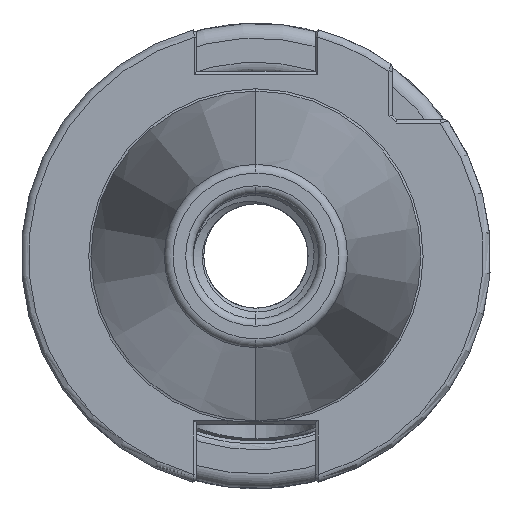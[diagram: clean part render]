
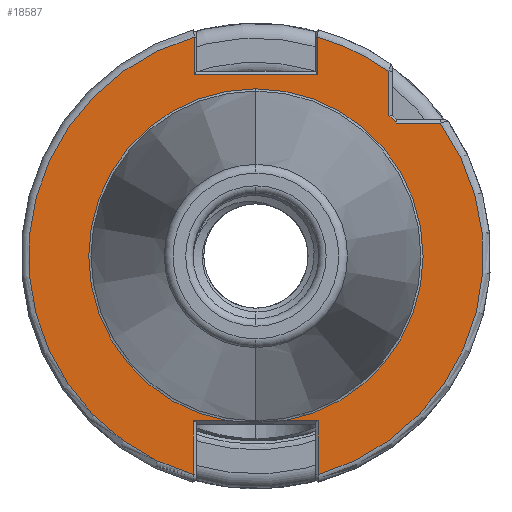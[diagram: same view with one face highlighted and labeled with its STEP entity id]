
A CAD part, left-side view. The second image highlights one B-rep face of the part: STEP entity #18587.
In plain terms, the highlighted planar face has unit normal (-1, 0, 0).
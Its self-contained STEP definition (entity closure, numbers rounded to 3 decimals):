
#5938 = CIRCLE ( 'NONE', #20143, 22.627 ) ;
#8106 = PLANE ( 'NONE',  #23472 ) ;
#8112 = DIRECTION ( 'NONE',  ( 0., 0., -1. ) ) ;
#8114 = CARTESIAN_POINT ( 'NONE',  ( 0., 22.692, 0. ) ) ;
#8116 = DIRECTION ( 'NONE',  ( 1., 0., 0. ) ) ;
#9184 = FACE_OUTER_BOUND ( 'NONE', #21247, .T. ) ;
#9341 = CIRCLE ( 'NONE', #13370, 30.775 ) ;
#9343 = CIRCLE ( 'NONE', #13335, 22.627 ) ;
#9352 = LINE ( 'NONE', #19275, #9364 ) ;
#9364 = VECTOR ( 'NONE', #19315, 1000. ) ;
#9367 = LINE ( 'NONE', #19106, #9444 ) ;
#9370 = LINE ( 'NONE', #19279, #9400 ) ;
#9381 = LINE ( 'NONE', #19094, #9414 ) ;
#9382 = LINE ( 'NONE', #19115, #9408 ) ;
#9384 = CIRCLE ( 'NONE', #13369, 30.775 ) ;
#9387 = VECTOR ( 'NONE', #19255, 1000. ) ;
#9395 = CIRCLE ( 'NONE', #13353, 30.775 ) ;
#9400 = VECTOR ( 'NONE', #19292, 1000. ) ;
#9408 = VECTOR ( 'NONE', #19091, 1000. ) ;
#9414 = VECTOR ( 'NONE', #19083, 1000. ) ;
#9418 = LINE ( 'NONE', #19241, #9387 ) ;
#9444 = VECTOR ( 'NONE', #19107, 1000. ) ;
#9458 = LINE ( 'NONE', #19295, #9529 ) ;
#9461 = VECTOR ( 'NONE', #19314, 1000. ) ;
#9468 = LINE ( 'NONE', #19303, #9502 ) ;
#9485 = LINE ( 'NONE', #19299, #9461 ) ;
#9502 = VECTOR ( 'NONE', #19345, 1000. ) ;
#9526 = VECTOR ( 'NONE', #19304, 1000. ) ;
#9529 = VECTOR ( 'NONE', #19296, 1000. ) ;
#9537 = LINE ( 'NONE', #19287, #9526 ) ;
#10317 = VERTEX_POINT ( 'NONE', #11390 ) ;
#11390 = CARTESIAN_POINT ( 'NONE',  ( 0., 0., 22.627 ) ) ;
#13335 = AXIS2_PLACEMENT_3D ( 'NONE', #19114, #19096, #19079 ) ;
#13353 = AXIS2_PLACEMENT_3D ( 'NONE', #19283, #19289, #19277 ) ;
#13369 = AXIS2_PLACEMENT_3D ( 'NONE', #19177, #19194, #19214 ) ;
#13370 = AXIS2_PLACEMENT_3D ( 'NONE', #19086, #19087, #19089 ) ;
#14330 = EDGE_CURVE ( 'NONE', #10317, #21074, #5938, .T. ) ;
#17720 = ORIENTED_EDGE ( 'NONE', *, *, #14330, .T. ) ;
#17740 = ORIENTED_EDGE ( 'NONE', *, *, #20237, .T. ) ;
#17758 = ORIENTED_EDGE ( 'NONE', *, *, #20264, .T. ) ;
#17840 = ORIENTED_EDGE ( 'NONE', *, *, #20242, .T. ) ;
#18587 = ADVANCED_FACE ( 'NONE', ( #9184 ), #8106, .F. ) ;
#19079 = DIRECTION ( 'NONE',  ( 0., 0., -1. ) ) ;
#19083 = DIRECTION ( 'NONE',  ( 0., 0., 1. ) ) ;
#19086 = CARTESIAN_POINT ( 'NONE',  ( 0., 0., 0. ) ) ;
#19087 = DIRECTION ( 'NONE',  ( -1., 0., 0. ) ) ;
#19089 = DIRECTION ( 'NONE',  ( 0., 0., -1. ) ) ;
#19091 = DIRECTION ( 'NONE',  ( 0., 0., -1. ) ) ;
#19094 = CARTESIAN_POINT ( 'NONE',  ( 0., -18., 24.594 ) ) ;
#19096 = DIRECTION ( 'NONE',  ( 1., 0., 0. ) ) ;
#19106 = CARTESIAN_POINT ( 'NONE',  ( 0., 22.692, -22.3 ) ) ;
#19107 = DIRECTION ( 'NONE',  ( 0., -1., 0. ) ) ;
#19114 = CARTESIAN_POINT ( 'NONE',  ( 0., 0., 0. ) ) ;
#19115 = CARTESIAN_POINT ( 'NONE',  ( 0., -8.335, 25. ) ) ;
#19177 = CARTESIAN_POINT ( 'NONE',  ( 0., 0., 0. ) ) ;
#19194 = DIRECTION ( 'NONE',  ( -1., 0., 0. ) ) ;
#19214 = DIRECTION ( 'NONE',  ( 0., 0., -1. ) ) ;
#19241 = CARTESIAN_POINT ( 'NONE',  ( 0., -8.451, 0. ) ) ;
#19255 = DIRECTION ( 'NONE',  ( 0., 0., -1. ) ) ;
#19275 = CARTESIAN_POINT ( 'NONE',  ( 0., 8.451, 0. ) ) ;
#19277 = DIRECTION ( 'NONE',  ( 0., 0., -1. ) ) ;
#19279 = CARTESIAN_POINT ( 'NONE',  ( 0., 22.692, -22.3 ) ) ;
#19283 = CARTESIAN_POINT ( 'NONE',  ( 0., 0., 0. ) ) ;
#19287 = CARTESIAN_POINT ( 'NONE',  ( 0., -19., 18. ) ) ;
#19289 = DIRECTION ( 'NONE',  ( -1., 0., 0. ) ) ;
#19292 = DIRECTION ( 'NONE',  ( 0., -1., 0. ) ) ;
#19295 = CARTESIAN_POINT ( 'NONE',  ( 0., 8.05, 24.5 ) ) ;
#19296 = DIRECTION ( 'NONE',  ( 0., 1., 0. ) ) ;
#19299 = CARTESIAN_POINT ( 'NONE',  ( 0., -18.5, 18. ) ) ;
#19303 = CARTESIAN_POINT ( 'NONE',  ( 0., 8.335, 29.704 ) ) ;
#19304 = DIRECTION ( 'NONE',  ( 0., -0.707, -0.707 ) ) ;
#19314 = DIRECTION ( 'NONE',  ( 0., 1., 0. ) ) ;
#19315 = DIRECTION ( 'NONE',  ( 0., 0., 1. ) ) ;
#19345 = DIRECTION ( 'NONE',  ( 0., 0., 1. ) ) ;
#19352 = CARTESIAN_POINT ( 'NONE',  ( 0., -8.451, -22.3 ) ) ;
#19382 = CARTESIAN_POINT ( 'NONE',  ( 0., -3.833, -22.3 ) ) ;
#19409 = CARTESIAN_POINT ( 'NONE',  ( 0., -19., 18. ) ) ;
#19436 = CARTESIAN_POINT ( 'NONE',  ( 0., -8.451, -29.592 ) ) ;
#19445 = CARTESIAN_POINT ( 'NONE',  ( 0., 8.335, 29.625 ) ) ;
#19450 = CARTESIAN_POINT ( 'NONE',  ( 0., 3.833, -22.3 ) ) ;
#19455 = CARTESIAN_POINT ( 'NONE',  ( 0., -18., 19. ) ) ;
#19458 = CARTESIAN_POINT ( 'NONE',  ( 0., 8.335, 24.5 ) ) ;
#19479 = CARTESIAN_POINT ( 'NONE',  ( 0., -18., 24.962 ) ) ;
#19481 = CARTESIAN_POINT ( 'NONE',  ( 0., -8.335, 29.625 ) ) ;
#19486 = CARTESIAN_POINT ( 'NONE',  ( 0., -8.335, 24.5 ) ) ;
#19487 = CARTESIAN_POINT ( 'NONE',  ( 0., -24.962, 18. ) ) ;
#19497 = CARTESIAN_POINT ( 'NONE',  ( 0., 8.451, -29.592 ) ) ;
#19526 = CARTESIAN_POINT ( 'NONE',  ( 0., 8.451, -22.3 ) ) ;
#19904 = ORIENTED_EDGE ( 'NONE', *, *, #20236, .T. ) ;
#19909 = ORIENTED_EDGE ( 'NONE', *, *, #20301, .T. ) ;
#19960 = ORIENTED_EDGE ( 'NONE', *, *, #20239, .T. ) ;
#19970 = ORIENTED_EDGE ( 'NONE', *, *, #20292, .F. ) ;
#19999 = ORIENTED_EDGE ( 'NONE', *, *, #20256, .T. ) ;
#20010 = ORIENTED_EDGE ( 'NONE', *, *, #20282, .T. ) ;
#20019 = ORIENTED_EDGE ( 'NONE', *, *, #20275, .T. ) ;
#20042 = ORIENTED_EDGE ( 'NONE', *, *, #20272, .T. ) ;
#20076 = ORIENTED_EDGE ( 'NONE', *, *, #20232, .T. ) ;
#20085 = ORIENTED_EDGE ( 'NONE', *, *, #20297, .T. ) ;
#20098 = ORIENTED_EDGE ( 'NONE', *, *, #20278, .T. ) ;
#20143 = AXIS2_PLACEMENT_3D ( 'NONE', #21010, #21011, #21000 ) ;
#20232 = EDGE_CURVE ( 'NONE', #21126, #21093, #9381, .T. ) ;
#20236 = EDGE_CURVE ( 'NONE', #21099, #21148, #9382, .T. ) ;
#20237 = EDGE_CURVE ( 'NONE', #21087, #10317, #9343, .T. ) ;
#20239 = EDGE_CURVE ( 'NONE', #21093, #21099, #9341, .T. ) ;
#20242 = EDGE_CURVE ( 'NONE', #21163, #21087, #9367, .T. ) ;
#20256 = EDGE_CURVE ( 'NONE', #21134, #21150, #9384, .T. ) ;
#20264 = EDGE_CURVE ( 'NONE', #21113, #21134, #9418, .T. ) ;
#20272 = EDGE_CURVE ( 'NONE', #21074, #21113, #9370, .T. ) ;
#20275 = EDGE_CURVE ( 'NONE', #21153, #21163, #9352, .T. ) ;
#20278 = EDGE_CURVE ( 'NONE', #21090, #21153, #9395, .T. ) ;
#20282 = EDGE_CURVE ( 'NONE', #21150, #21089, #9485, .T. ) ;
#20292 = EDGE_CURVE ( 'NONE', #21126, #21089, #9537, .T. ) ;
#20297 = EDGE_CURVE ( 'NONE', #21121, #21090, #9468, .T. ) ;
#20301 = EDGE_CURVE ( 'NONE', #21148, #21121, #9458, .T. ) ;
#21000 = DIRECTION ( 'NONE',  ( 0., 0., -1. ) ) ;
#21010 = CARTESIAN_POINT ( 'NONE',  ( 0., 0., 0. ) ) ;
#21011 = DIRECTION ( 'NONE',  ( 1., 0., 0. ) ) ;
#21074 = VERTEX_POINT ( 'NONE', #19382 ) ;
#21087 = VERTEX_POINT ( 'NONE', #19450 ) ;
#21089 = VERTEX_POINT ( 'NONE', #19409 ) ;
#21090 = VERTEX_POINT ( 'NONE', #19445 ) ;
#21093 = VERTEX_POINT ( 'NONE', #19479 ) ;
#21099 = VERTEX_POINT ( 'NONE', #19481 ) ;
#21113 = VERTEX_POINT ( 'NONE', #19352 ) ;
#21121 = VERTEX_POINT ( 'NONE', #19458 ) ;
#21126 = VERTEX_POINT ( 'NONE', #19455 ) ;
#21134 = VERTEX_POINT ( 'NONE', #19436 ) ;
#21148 = VERTEX_POINT ( 'NONE', #19486 ) ;
#21150 = VERTEX_POINT ( 'NONE', #19487 ) ;
#21153 = VERTEX_POINT ( 'NONE', #19497 ) ;
#21163 = VERTEX_POINT ( 'NONE', #19526 ) ;
#21247 = EDGE_LOOP ( 'NONE', ( #19999, #20010, #19970, #20076, #19960, #19904, #19909, #20085, #20098, #20019, #17840, #17740, #17720, #20042, #17758 ) ) ;
#23472 = AXIS2_PLACEMENT_3D ( 'NONE', #8114, #8116, #8112 ) ;
